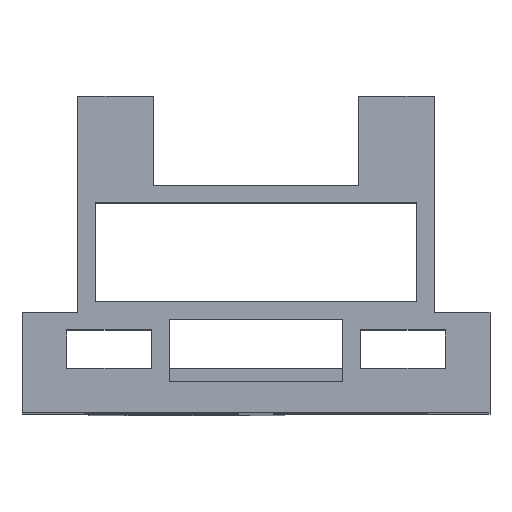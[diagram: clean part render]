
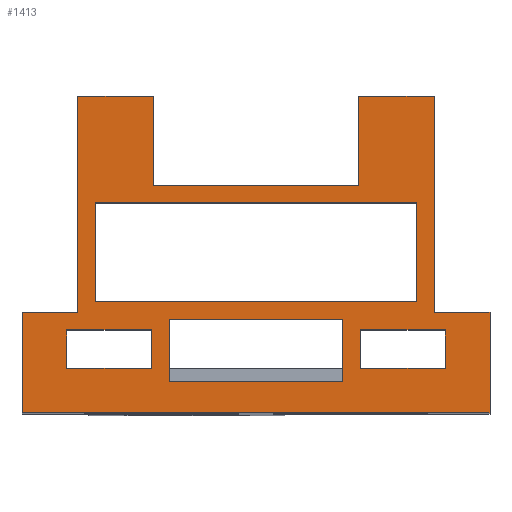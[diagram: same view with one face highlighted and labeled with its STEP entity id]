
A CAD part, top view. The second image highlights one B-rep face of the part: STEP entity #1413.
In plain terms, the highlighted planar face has unit normal (0, 0, 1).
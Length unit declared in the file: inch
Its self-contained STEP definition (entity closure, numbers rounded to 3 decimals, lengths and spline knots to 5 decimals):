
#19=FACE_BOUND('',#148,.T.);
#20=FACE_BOUND('',#149,.T.);
#21=FACE_BOUND('',#150,.T.);
#22=FACE_BOUND('',#151,.T.);
#77=FACE_OUTER_BOUND('',#147,.T.);
#147=EDGE_LOOP('',(#1186,#1187,#1188,#1189,#1190,#1191,#1192,#1193,#1194,
#1195,#1196,#1197));
#148=EDGE_LOOP('',(#1198,#1199,#1200,#1201));
#149=EDGE_LOOP('',(#1202,#1203,#1204,#1205));
#150=EDGE_LOOP('',(#1206,#1207,#1208,#1209));
#151=EDGE_LOOP('',(#1210,#1211,#1212,#1213));
#214=LINE('',#1935,#413);
#218=LINE('',#1943,#417);
#221=LINE('',#1949,#420);
#224=LINE('',#1954,#423);
#226=LINE('',#1959,#425);
#230=LINE('',#1967,#429);
#233=LINE('',#1974,#432);
#237=LINE('',#1982,#436);
#240=LINE('',#1989,#439);
#245=LINE('',#1999,#444);
#248=LINE('',#2006,#447);
#254=LINE('',#2018,#453);
#257=LINE('',#2024,#456);
#266=LINE('',#2043,#465);
#299=LINE('',#2108,#498);
#303=LINE('',#2114,#502);
#319=LINE('',#2145,#518);
#322=LINE('',#2149,#521);
#333=LINE('',#2170,#532);
#335=LINE('',#2175,#534);
#338=LINE('',#2180,#537);
#340=LINE('',#2184,#539);
#347=LINE('',#2195,#546);
#348=LINE('',#2197,#547);
#349=LINE('',#2199,#548);
#350=LINE('',#2200,#549);
#351=LINE('',#2202,#550);
#352=LINE('',#2203,#551);
#413=VECTOR('',#1587,0.3937);
#417=VECTOR('',#1593,0.3937);
#420=VECTOR('',#1598,0.3937);
#423=VECTOR('',#1603,0.3937);
#425=VECTOR('',#1607,0.3937);
#429=VECTOR('',#1613,0.3937);
#432=VECTOR('',#1618,0.3937);
#436=VECTOR('',#1624,0.3937);
#439=VECTOR('',#1629,0.3937);
#444=VECTOR('',#1636,0.3937);
#447=VECTOR('',#1641,0.3937);
#453=VECTOR('',#1649,0.3937);
#456=VECTOR('',#1654,0.3937);
#465=VECTOR('',#1665,0.3937);
#498=VECTOR('',#1704,0.3937);
#502=VECTOR('',#1708,0.3937);
#518=VECTOR('',#1738,0.3937);
#521=VECTOR('',#1743,0.3937);
#532=VECTOR('',#1762,0.3937);
#534=VECTOR('',#1766,0.3937);
#537=VECTOR('',#1771,0.3937);
#539=VECTOR('',#1775,0.3937);
#546=VECTOR('',#1790,0.3937);
#547=VECTOR('',#1793,0.3937);
#548=VECTOR('',#1794,0.3937);
#549=VECTOR('',#1795,0.3937);
#550=VECTOR('',#1796,0.3937);
#551=VECTOR('',#1797,0.3937);
#597=VERTEX_POINT('',#1933);
#598=VERTEX_POINT('',#1934);
#601=VERTEX_POINT('',#1942);
#603=VERTEX_POINT('',#1948);
#605=VERTEX_POINT('',#1957);
#606=VERTEX_POINT('',#1958);
#609=VERTEX_POINT('',#1966);
#611=VERTEX_POINT('',#1972);
#612=VERTEX_POINT('',#1973);
#615=VERTEX_POINT('',#1981);
#617=VERTEX_POINT('',#1987);
#618=VERTEX_POINT('',#1988);
#622=VERTEX_POINT('',#1998);
#624=VERTEX_POINT('',#2004);
#625=VERTEX_POINT('',#2005);
#630=VERTEX_POINT('',#2017);
#632=VERTEX_POINT('',#2023);
#640=VERTEX_POINT('',#2041);
#641=VERTEX_POINT('',#2042);
#670=VERTEX_POINT('',#2106);
#672=VERTEX_POINT('',#2113);
#686=VERTEX_POINT('',#2169);
#687=VERTEX_POINT('',#2173);
#688=VERTEX_POINT('',#2174);
#689=VERTEX_POINT('',#2179);
#690=VERTEX_POINT('',#2183);
#691=VERTEX_POINT('',#2198);
#692=VERTEX_POINT('',#2201);
#744=EDGE_CURVE('',#597,#598,#214,.T.);
#748=EDGE_CURVE('',#598,#601,#218,.T.);
#751=EDGE_CURVE('',#601,#603,#221,.T.);
#754=EDGE_CURVE('',#603,#597,#224,.T.);
#756=EDGE_CURVE('',#605,#606,#226,.T.);
#760=EDGE_CURVE('',#606,#609,#230,.T.);
#763=EDGE_CURVE('',#611,#612,#233,.T.);
#767=EDGE_CURVE('',#612,#615,#237,.T.);
#770=EDGE_CURVE('',#617,#618,#240,.T.);
#775=EDGE_CURVE('',#618,#622,#245,.T.);
#778=EDGE_CURVE('',#624,#625,#248,.T.);
#784=EDGE_CURVE('',#625,#630,#254,.T.);
#787=EDGE_CURVE('',#630,#632,#257,.T.);
#796=EDGE_CURVE('',#640,#641,#266,.T.);
#829=EDGE_CURVE('',#609,#670,#299,.T.);
#833=EDGE_CURVE('',#672,#611,#303,.T.);
#849=EDGE_CURVE('',#615,#672,#319,.T.);
#852=EDGE_CURVE('',#670,#605,#322,.T.);
#863=EDGE_CURVE('',#686,#624,#333,.T.);
#865=EDGE_CURVE('',#687,#688,#335,.T.);
#868=EDGE_CURVE('',#689,#687,#338,.T.);
#870=EDGE_CURVE('',#690,#689,#340,.T.);
#877=EDGE_CURVE('',#640,#632,#347,.T.);
#878=EDGE_CURVE('',#688,#686,#348,.T.);
#879=EDGE_CURVE('',#691,#690,#349,.T.);
#880=EDGE_CURVE('',#641,#691,#350,.T.);
#881=EDGE_CURVE('',#692,#617,#351,.T.);
#882=EDGE_CURVE('',#622,#692,#352,.T.);
#1186=ORIENTED_EDGE('',*,*,#877,.T.);
#1187=ORIENTED_EDGE('',*,*,#787,.F.);
#1188=ORIENTED_EDGE('',*,*,#784,.F.);
#1189=ORIENTED_EDGE('',*,*,#778,.F.);
#1190=ORIENTED_EDGE('',*,*,#863,.F.);
#1191=ORIENTED_EDGE('',*,*,#878,.F.);
#1192=ORIENTED_EDGE('',*,*,#865,.F.);
#1193=ORIENTED_EDGE('',*,*,#868,.F.);
#1194=ORIENTED_EDGE('',*,*,#870,.F.);
#1195=ORIENTED_EDGE('',*,*,#879,.F.);
#1196=ORIENTED_EDGE('',*,*,#880,.F.);
#1197=ORIENTED_EDGE('',*,*,#796,.F.);
#1198=ORIENTED_EDGE('',*,*,#744,.T.);
#1199=ORIENTED_EDGE('',*,*,#748,.T.);
#1200=ORIENTED_EDGE('',*,*,#751,.T.);
#1201=ORIENTED_EDGE('',*,*,#754,.T.);
#1202=ORIENTED_EDGE('',*,*,#829,.T.);
#1203=ORIENTED_EDGE('',*,*,#852,.T.);
#1204=ORIENTED_EDGE('',*,*,#756,.T.);
#1205=ORIENTED_EDGE('',*,*,#760,.T.);
#1206=ORIENTED_EDGE('',*,*,#833,.T.);
#1207=ORIENTED_EDGE('',*,*,#763,.T.);
#1208=ORIENTED_EDGE('',*,*,#767,.T.);
#1209=ORIENTED_EDGE('',*,*,#849,.T.);
#1210=ORIENTED_EDGE('',*,*,#770,.F.);
#1211=ORIENTED_EDGE('',*,*,#881,.F.);
#1212=ORIENTED_EDGE('',*,*,#882,.F.);
#1213=ORIENTED_EDGE('',*,*,#775,.F.);
#1347=PLANE('',#1493);
#1413=ADVANCED_FACE('',(#77,#19,#20,#21,#22),#1347,.T.);
#1493=AXIS2_PLACEMENT_3D('',#2196,#1791,#1792);
#1587=DIRECTION('',(0.,1.,0.));
#1593=DIRECTION('',(1.,0.,0.));
#1598=DIRECTION('',(0.,-1.,0.));
#1603=DIRECTION('',(-1.,0.,0.));
#1607=DIRECTION('',(1.,0.,0.));
#1613=DIRECTION('',(0.,-1.,0.));
#1618=DIRECTION('',(0.,1.,0.));
#1624=DIRECTION('',(1.,0.,0.));
#1629=DIRECTION('',(0.,1.,0.));
#1636=DIRECTION('',(-1.,0.,0.));
#1641=DIRECTION('',(1.,0.,0.));
#1649=DIRECTION('',(0.,1.,0.));
#1654=DIRECTION('',(1.,0.,0.));
#1665=DIRECTION('',(1.,0.,0.));
#1704=DIRECTION('',(-1.,0.,0.));
#1708=DIRECTION('',(-1.,0.,0.));
#1738=DIRECTION('',(0.,-1.,0.));
#1743=DIRECTION('',(0.,1.,0.));
#1762=DIRECTION('',(0.,1.,0.));
#1766=DIRECTION('',(0.,-1.,0.));
#1771=DIRECTION('',(1.,0.,0.));
#1775=DIRECTION('',(0.,-1.,0.));
#1790=DIRECTION('',(0.,1.,0.));
#1791=DIRECTION('center_axis',(0.,0.,1.));
#1792=DIRECTION('ref_axis',(1.,0.,0.));
#1793=DIRECTION('',(-1.,0.,0.));
#1794=DIRECTION('',(1.,0.,0.));
#1795=DIRECTION('',(0.,1.,0.));
#1796=DIRECTION('',(1.,0.,0.));
#1797=DIRECTION('',(0.,-1.,0.));
#1933=CARTESIAN_POINT('',(-0.41407,0.44843,-0.1));
#1934=CARTESIAN_POINT('',(-0.41407,1.00157,-0.1));
#1935=CARTESIAN_POINT('',(-0.41407,1.05079,-0.1));
#1942=CARTESIAN_POINT('',(1.38907,1.00157,-0.1));
#1943=CARTESIAN_POINT('',(0.52579,1.00157,-0.1));
#1948=CARTESIAN_POINT('',(1.38907,0.44843,-0.1));
#1949=CARTESIAN_POINT('',(1.38907,0.77421,-0.1));
#1954=CARTESIAN_POINT('',(-0.37579,0.44843,-0.1));
#1957=CARTESIAN_POINT('',(-0.575,0.28907,-0.1));
#1958=CARTESIAN_POINT('',(-0.09843,0.28907,-0.1));
#1959=CARTESIAN_POINT('',(-0.21796,0.28907,-0.1));
#1966=CARTESIAN_POINT('',(-0.09843,0.075,-0.1));
#1967=CARTESIAN_POINT('',(-0.09843,0.5875,-0.1));
#1972=CARTESIAN_POINT('',(1.07343,0.075,-0.1));
#1973=CARTESIAN_POINT('',(1.07343,0.28907,-0.1));
#1974=CARTESIAN_POINT('',(1.07343,0.69454,-0.1));
#1981=CARTESIAN_POINT('',(1.55,0.28907,-0.1));
#1982=CARTESIAN_POINT('',(0.60625,0.28907,-0.1));
#1987=CARTESIAN_POINT('',(0.975,0.,-0.1));
#1988=CARTESIAN_POINT('',(0.975,0.35,-0.1));
#1989=CARTESIAN_POINT('',(0.975,0.0375,-0.1));
#1998=CARTESIAN_POINT('',(0.,0.35,-0.1));
#1999=CARTESIAN_POINT('',(1.62832,0.35,-0.1));
#2004=CARTESIAN_POINT('',(-0.825,0.3875,-0.1));
#2005=CARTESIAN_POINT('',(-0.5125,0.3875,-0.1));
#2006=CARTESIAN_POINT('',(0.88457,0.3875,-0.1));
#2017=CARTESIAN_POINT('',(-0.5125,1.6,-0.1));
#2018=CARTESIAN_POINT('',(-0.5125,-0.05,-0.1));
#2023=CARTESIAN_POINT('',(-0.0875,1.6,-0.1));
#2024=CARTESIAN_POINT('',(-0.3375,1.6,-0.1));
#2041=CARTESIAN_POINT('',(-0.0875,1.1,-0.1));
#2042=CARTESIAN_POINT('',(1.0625,1.1,-0.1));
#2043=CARTESIAN_POINT('',(0.97207,1.1,-0.1));
#2106=CARTESIAN_POINT('',(-0.575,0.075,-0.1));
#2108=CARTESIAN_POINT('',(-0.45625,0.075,-0.1));
#2113=CARTESIAN_POINT('',(1.55,0.075,-0.1));
#2114=CARTESIAN_POINT('',(0.36796,0.075,-0.1));
#2145=CARTESIAN_POINT('',(1.55,0.5875,-0.1));
#2149=CARTESIAN_POINT('',(-0.575,0.69454,-0.1));
#2169=CARTESIAN_POINT('',(-0.825,-0.175,-0.1));
#2170=CARTESIAN_POINT('',(-0.825,0.23125,-0.1));
#2173=CARTESIAN_POINT('',(1.8,0.3875,-0.1));
#2174=CARTESIAN_POINT('',(1.8,-0.175,-0.1));
#2175=CARTESIAN_POINT('',(1.8,-0.05,-0.1));
#2179=CARTESIAN_POINT('',(1.4875,0.3875,-0.1));
#2180=CARTESIAN_POINT('',(2.04082,0.3875,-0.1));
#2183=CARTESIAN_POINT('',(1.4875,1.6,-0.1));
#2184=CARTESIAN_POINT('',(1.4875,0.8375,-0.1));
#2195=CARTESIAN_POINT('',(-0.0875,1.1,-0.1));
#2196=CARTESIAN_POINT('Origin',(-0.3375,1.1,-0.1));
#2197=CARTESIAN_POINT('',(1.88457,-0.175,-0.1));
#2198=CARTESIAN_POINT('',(1.0625,1.6,-0.1));
#2199=CARTESIAN_POINT('',(1.0625,1.6,-0.1));
#2200=CARTESIAN_POINT('',(1.0625,1.1,-0.1));
#2201=CARTESIAN_POINT('',(0.,0.,-0.1));
#2202=CARTESIAN_POINT('',(1.14082,0.,-0.1));
#2203=CARTESIAN_POINT('',(0.,0.2125,-0.1));
